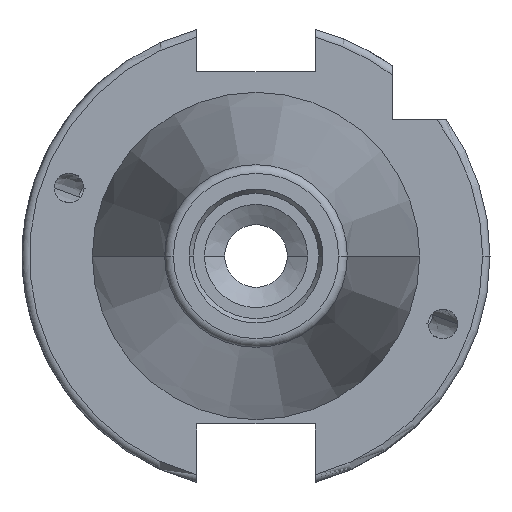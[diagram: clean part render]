
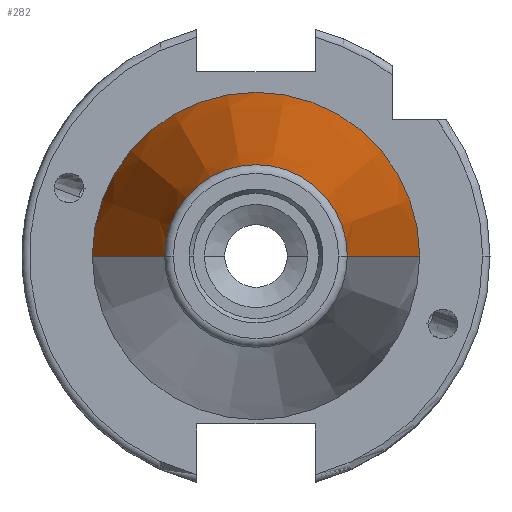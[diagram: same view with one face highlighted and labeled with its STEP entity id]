
A CAD part, left-side view. The second image highlights one B-rep face of the part: STEP entity #282.
In plain terms, the highlighted conical face has half-angle 8.297 degrees and reference radius 22.225 mm.
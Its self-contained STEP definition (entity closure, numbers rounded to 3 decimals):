
#86 = CARTESIAN_POINT ( 'NONE',  ( 0., -22.225, 0. ) ) ;
#92 = ORIENTED_EDGE ( 'NONE', *, *, #470, .F. ) ;
#130 = VERTEX_POINT ( 'NONE', #1788 ) ;
#257 = EDGE_LOOP ( 'NONE', ( #92, #1953, #1547, #645 ) ) ;
#265 = EDGE_CURVE ( 'NONE', #130, #1798, #1399, .T. ) ;
#267 = DIRECTION ( 'NONE',  ( 1., 0., 0. ) ) ;
#282 = ADVANCED_FACE ( 'NONE', ( #2638 ), #2553, .T. ) ;
#360 = VERTEX_POINT ( 'NONE', #3032 ) ;
#470 = EDGE_CURVE ( 'NONE', #130, #360, #1689, .T. ) ;
#645 = ORIENTED_EDGE ( 'NONE', *, *, #2506, .F. ) ;
#791 = DIRECTION ( 'NONE',  ( 0.99, -0.144, 0. ) ) ;
#849 = VERTEX_POINT ( 'NONE', #2930 ) ;
#1245 = DIRECTION ( 'NONE',  ( -1., 0., 0. ) ) ;
#1399 = LINE ( 'NONE', #2377, #3418 ) ;
#1484 = CARTESIAN_POINT ( 'NONE',  ( 0., 0., 0. ) ) ;
#1547 = ORIENTED_EDGE ( 'NONE', *, *, #3134, .T. ) ;
#1689 = CIRCLE ( 'NONE', #2530, 12.4 ) ;
#1748 = DIRECTION ( 'NONE',  ( 0., -1., 0. ) ) ;
#1788 = CARTESIAN_POINT ( 'NONE',  ( -67.373, -12.4, 0. ) ) ;
#1798 = VERTEX_POINT ( 'NONE', #86 ) ;
#1804 = AXIS2_PLACEMENT_3D ( 'NONE', #1484, #3335, #1748 ) ;
#1936 = CIRCLE ( 'NONE', #1804, 22.225 ) ;
#1953 = ORIENTED_EDGE ( 'NONE', *, *, #265, .T. ) ;
#2132 = VECTOR ( 'NONE', #3160, 1000. ) ;
#2352 = CARTESIAN_POINT ( 'NONE',  ( 0., 22.225, 0. ) ) ;
#2377 = CARTESIAN_POINT ( 'NONE',  ( 0., -22.225, 0. ) ) ;
#2506 = EDGE_CURVE ( 'NONE', #360, #849, #2864, .T. ) ;
#2530 = AXIS2_PLACEMENT_3D ( 'NONE', #3106, #1245, #2844 ) ;
#2553 = CONICAL_SURFACE ( 'NONE', #2951, 22.225, 0.145 ) ;
#2638 = FACE_OUTER_BOUND ( 'NONE', #257, .T. ) ;
#2652 = DIRECTION ( 'NONE',  ( 0., 1., 0. ) ) ;
#2844 = DIRECTION ( 'NONE',  ( 0., -1., 0. ) ) ;
#2864 = LINE ( 'NONE', #2352, #2132 ) ;
#2913 = CARTESIAN_POINT ( 'NONE',  ( 0., 0., 0. ) ) ;
#2930 = CARTESIAN_POINT ( 'NONE',  ( 0., 22.225, 0. ) ) ;
#2951 = AXIS2_PLACEMENT_3D ( 'NONE', #2913, #267, #2652 ) ;
#3032 = CARTESIAN_POINT ( 'NONE',  ( -67.373, 12.4, 0. ) ) ;
#3106 = CARTESIAN_POINT ( 'NONE',  ( -67.373, 0., 0. ) ) ;
#3134 = EDGE_CURVE ( 'NONE', #1798, #849, #1936, .T. ) ;
#3160 = DIRECTION ( 'NONE',  ( 0.99, 0.144, 0. ) ) ;
#3335 = DIRECTION ( 'NONE',  ( -1., 0., 0. ) ) ;
#3418 = VECTOR ( 'NONE', #791, 1000. ) ;
